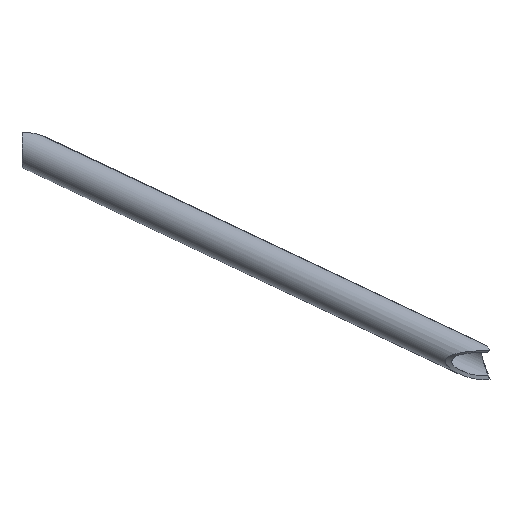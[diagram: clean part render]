
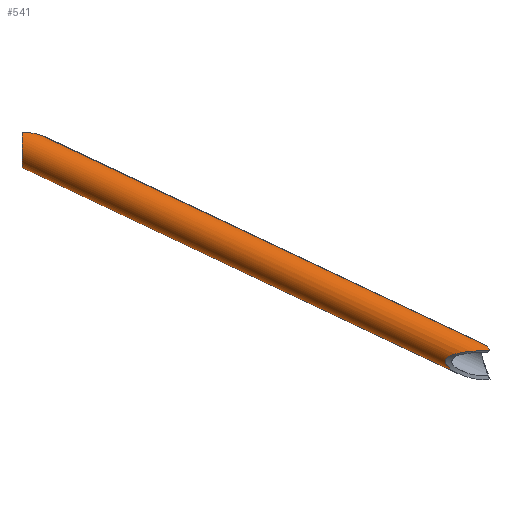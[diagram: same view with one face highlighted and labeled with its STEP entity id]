
A CAD part, left-side view. The second image highlights one B-rep face of the part: STEP entity #541.
In plain terms, the highlighted cylindrical face has radius 7.5 mm (diameter 15 mm), a partial arc.
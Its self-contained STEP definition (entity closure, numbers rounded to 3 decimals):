
#64=CARTESIAN_POINT('Vertex',(-2100.551,-186.181,293.274)) ;
#68=CARTESIAN_POINT('Control Point',(-2100.551,-186.181,293.274)) ;
#69=CARTESIAN_POINT('Control Point',(-2100.688,-185.151,293.32)) ;
#70=CARTESIAN_POINT('Control Point',(-2100.732,-184.106,293.333)) ;
#71=CARTESIAN_POINT('Control Point',(-2100.701,-183.064,293.324)) ;
#72=CARTESIAN_POINT('Control Point',(-2100.53,-181.09,293.269)) ;
#73=CARTESIAN_POINT('Control Point',(-2100.171,-179.144,293.143)) ;
#74=CARTESIAN_POINT('Control Point',(-2099.965,-178.231,293.067)) ;
#75=CARTESIAN_POINT('Control Point',(-2099.416,-176.16,292.849)) ;
#76=CARTESIAN_POINT('Control Point',(-2098.695,-174.158,292.513)) ;
#77=CARTESIAN_POINT('Control Point',(-2098.235,-173.062,292.275)) ;
#78=CARTESIAN_POINT('Control Point',(-2097.478,-171.504,291.841)) ;
#79=CARTESIAN_POINT('Control Point',(-2096.555,-170.144,291.175)) ;
#80=CARTESIAN_POINT('Control Point',(-2096.245,-169.74,290.936)) ;
#81=CARTESIAN_POINT('Control Point',(-2095.7,-169.138,290.483)) ;
#82=CARTESIAN_POINT('Control Point',(-2095.107,-168.717,289.914)) ;
#83=CARTESIAN_POINT('Control Point',(-2094.866,-168.586,289.669)) ;
#84=CARTESIAN_POINT('Control Point',(-2094.239,-168.374,288.987)) ;
#85=CARTESIAN_POINT('Control Point',(-2093.653,-168.512,288.232)) ;
#86=CARTESIAN_POINT('Control Point',(-2093.341,-168.742,287.776)) ;
#87=CARTESIAN_POINT('Control Point',(-2092.617,-169.58,286.613)) ;
#88=CARTESIAN_POINT('Control Point',(-2092.176,-170.832,285.665)) ;
#89=CARTESIAN_POINT('Control Point',(-2091.961,-171.67,285.137)) ;
#90=CARTESIAN_POINT('Control Point',(-2091.698,-173.044,284.399)) ;
#91=CARTESIAN_POINT('Control Point',(-2091.517,-174.485,283.779)) ;
#92=CARTESIAN_POINT('Control Point',(-2091.461,-175.006,283.571)) ;
#93=CARTESIAN_POINT('Control Point',(-2091.412,-175.532,283.377)) ;
#94=CARTESIAN_POINT('Control Point',(-2091.37,-176.064,283.196)) ;
#95=CARTESIAN_POINT('Vertex',(-2091.37,-176.064,283.196)) ;
#344=CARTESIAN_POINT('Vertex',(-2096.384,-184.869,295.252)) ;
#348=CARTESIAN_POINT('Control Point',(-2100.551,-186.181,293.274)) ;
#349=CARTESIAN_POINT('Control Point',(-2099.564,-185.917,293.908)) ;
#350=CARTESIAN_POINT('Control Point',(-2098.531,-185.596,294.446)) ;
#351=CARTESIAN_POINT('Control Point',(-2097.471,-185.241,294.899)) ;
#352=CARTESIAN_POINT('Control Point',(-2096.384,-184.869,295.252)) ;
#421=CARTESIAN_POINT('Vertex',(-1995.095,-6.995,379.248)) ;
#424=CARTESIAN_POINT('Line Origine',(-2049.464,-102.474,334.161)) ;
#429=CARTESIAN_POINT('Line Origine',(-2046.647,-97.526,320.283)) ;
#433=CARTESIAN_POINT('Vertex',(-1991.111,0.,366.337)) ;
#473=CARTESIAN_POINT('Axis2P3D Location',(-2048.056,-100.,327.222)) ;
#479=CARTESIAN_POINT('Control Point',(-1996.362,0.,366.944)) ;
#480=CARTESIAN_POINT('Control Point',(-1997.002,0.,367.275)) ;
#481=CARTESIAN_POINT('Control Point',(-1997.604,0.,367.697)) ;
#482=CARTESIAN_POINT('Control Point',(-1998.144,0.,368.213)) ;
#483=CARTESIAN_POINT('Control Point',(-1998.925,0.,369.242)) ;
#484=CARTESIAN_POINT('Control Point',(-1999.418,0.,370.447)) ;
#485=CARTESIAN_POINT('Control Point',(-1999.57,0.,370.972)) ;
#486=CARTESIAN_POINT('Control Point',(-1999.844,0.,372.477)) ;
#487=CARTESIAN_POINT('Control Point',(-1999.718,0.,374.03)) ;
#488=CARTESIAN_POINT('Control Point',(-1999.485,0.,375.009)) ;
#489=CARTESIAN_POINT('Control Point',(-1998.972,0.,376.361)) ;
#490=CARTESIAN_POINT('Control Point',(-1998.236,0.,377.598)) ;
#491=CARTESIAN_POINT('Control Point',(-1997.988,0.,377.97)) ;
#492=CARTESIAN_POINT('Control Point',(-1997.566,0.,378.538)) ;
#493=CARTESIAN_POINT('Control Point',(-1997.102,-0.001,379.07)) ;
#494=CARTESIAN_POINT('Control Point',(-1996.959,-0.001,379.222)) ;
#495=CARTESIAN_POINT('Control Point',(-1996.707,0.,379.485)) ;
#496=CARTESIAN_POINT('Control Point',(-1996.445,0.001,379.737)) ;
#497=CARTESIAN_POINT('Control Point',(-1996.294,0.001,379.88)) ;
#498=CARTESIAN_POINT('Control Point',(-1996.099,0.,380.051)) ;
#499=CARTESIAN_POINT('Control Point',(-1995.899,0.,380.217)) ;
#500=CARTESIAN_POINT('Vertex',(-1996.362,0.,366.944)) ;
#502=CARTESIAN_POINT('Vertex',(-1995.899,0.,380.217)) ;
#506=CARTESIAN_POINT('Control Point',(-1991.111,0.,366.337)) ;
#507=CARTESIAN_POINT('Control Point',(-1992.458,0.,366.064)) ;
#508=CARTESIAN_POINT('Control Point',(-1993.849,0.,366.041)) ;
#509=CARTESIAN_POINT('Control Point',(-1995.204,0.,366.345)) ;
#510=CARTESIAN_POINT('Control Point',(-1996.362,0.,366.944)) ;
#513=CARTESIAN_POINT('Control Point',(-1995.095,-6.995,379.248)) ;
#514=CARTESIAN_POINT('Control Point',(-1995.207,-6.55,379.383)) ;
#515=CARTESIAN_POINT('Control Point',(-1995.309,-6.098,379.506)) ;
#516=CARTESIAN_POINT('Control Point',(-1995.4,-5.64,379.616)) ;
#517=CARTESIAN_POINT('Control Point',(-1995.574,-4.646,379.825)) ;
#518=CARTESIAN_POINT('Control Point',(-1995.703,-3.636,379.981)) ;
#519=CARTESIAN_POINT('Control Point',(-1995.76,-3.092,380.05)) ;
#520=CARTESIAN_POINT('Control Point',(-1995.82,-2.368,380.122)) ;
#521=CARTESIAN_POINT('Control Point',(-1995.859,-1.641,380.169)) ;
#522=CARTESIAN_POINT('Control Point',(-1995.871,-1.421,380.181)) ;
#523=CARTESIAN_POINT('Control Point',(-1995.887,-1.026,380.197)) ;
#524=CARTESIAN_POINT('Control Point',(-1995.895,-0.656,380.208)) ;
#525=CARTESIAN_POINT('Control Point',(-1995.897,-0.512,380.211)) ;
#526=CARTESIAN_POINT('Control Point',(-1995.899,-0.333,380.214)) ;
#527=CARTESIAN_POINT('Control Point',(-1995.904,-0.154,380.212)) ;
#528=CARTESIAN_POINT('Control Point',(-1995.898,-0.102,380.217)) ;
#529=CARTESIAN_POINT('Control Point',(-1995.899,-0.051,380.217)) ;
#530=CARTESIAN_POINT('Control Point',(-1995.899,0.,380.217)) ;
#425=DIRECTION('Vector Direction',(-0.458,-0.804,-0.38)) ;
#430=DIRECTION('Vector Direction',(-0.458,-0.804,-0.38)) ;
#474=DIRECTION('Axis2P3D Direction',(-0.458,-0.804,-0.38)) ;
#475=DIRECTION('Axis2P3D XDirection',(-0.188,-0.33,0.925)) ;
#476=AXIS2_PLACEMENT_3D('Cylinder Axis2P3D',#473,#474,#475) ;
#533=ORIENTED_EDGE('',*,*,#504,.F.) ;
#534=ORIENTED_EDGE('',*,*,#511,.F.) ;
#535=ORIENTED_EDGE('',*,*,#435,.T.) ;
#536=ORIENTED_EDGE('',*,*,#97,.F.) ;
#537=ORIENTED_EDGE('',*,*,#353,.T.) ;
#538=ORIENTED_EDGE('',*,*,#428,.F.) ;
#539=ORIENTED_EDGE('',*,*,#531,.T.) ;
#426=VECTOR('Line Direction',#425,1.) ;
#431=VECTOR('Line Direction',#430,1.) ;
#541=ADVANCED_FACE('Corps principal',(#540),#477,.T.) ;
#67=B_SPLINE_CURVE_WITH_KNOTS('',5,(#68,#69,#70,#71,#72,#73,#74,#75,#76,#77,#78,#79,#80,#81,#82,#83,#84,#85,#86,#87,#88,#89,#90,#91,#92,#93,#94),.UNSPECIFIED.,.F.,.U.,(6,3,3,3,3,3,3,3,6),(5.818,13.176,19.816,28.387,32.332,34.893,38.982,46.163,50.144),.UNSPECIFIED.) ;
#347=B_SPLINE_CURVE_WITH_KNOTS('',4,(#348,#349,#350,#351,#352),.UNSPECIFIED.,.F.,.U.,(5,5),(31.839,38.641),.UNSPECIFIED.) ;
#478=B_SPLINE_CURVE_WITH_KNOTS('',5,(#479,#480,#481,#482,#483,#484,#485,#486,#487,#488,#489,#490,#491,#492,#493,#494,#495,#496,#497,#498,#499),.UNSPECIFIED.,.F.,.U.,(6,3,3,3,3,3,6),(0.,5.368,9.198,16.077,19.179,20.989,22.798),.UNSPECIFIED.) ;
#505=B_SPLINE_CURVE_WITH_KNOTS('',4,(#506,#507,#508,#509,#510),.UNSPECIFIED.,.F.,.U.,(5,5),(0.,7.777),.UNSPECIFIED.) ;
#512=B_SPLINE_CURVE_WITH_KNOTS('',5,(#513,#514,#515,#516,#517,#518,#519,#520,#521,#522,#523,#524,#525,#526,#527,#528,#529,#530),.UNSPECIFIED.,.F.,.U.,(6,3,3,3,3,6),(0.,3.353,7.209,8.468,9.366,9.726),.UNSPECIFIED.) ;
#477=CYLINDRICAL_SURFACE('generated cylinder',#476,7.5) ;
#97=EDGE_CURVE('',#65,#96,#67,.T.) ;
#353=EDGE_CURVE('',#65,#345,#347,.T.) ;
#428=EDGE_CURVE('',#422,#345,#427,.T.) ;
#435=EDGE_CURVE('',#434,#96,#432,.T.) ;
#504=EDGE_CURVE('',#501,#503,#478,.T.) ;
#511=EDGE_CURVE('',#434,#501,#505,.T.) ;
#531=EDGE_CURVE('',#422,#503,#512,.T.) ;
#532=EDGE_LOOP('',(#533,#534,#535,#536,#537,#538,#539)) ;
#540=FACE_OUTER_BOUND('',#532,.T.) ;
#427=LINE('Line',#424,#426) ;
#432=LINE('Line',#429,#431) ;
#65=VERTEX_POINT('',#64) ;
#96=VERTEX_POINT('',#95) ;
#345=VERTEX_POINT('',#344) ;
#422=VERTEX_POINT('',#421) ;
#434=VERTEX_POINT('',#433) ;
#501=VERTEX_POINT('',#500) ;
#503=VERTEX_POINT('',#502) ;
